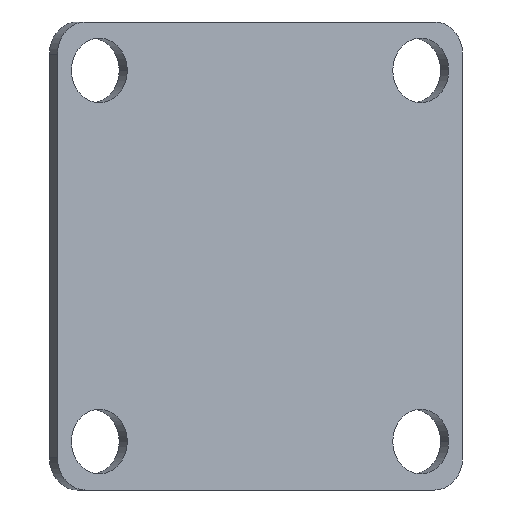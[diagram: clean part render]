
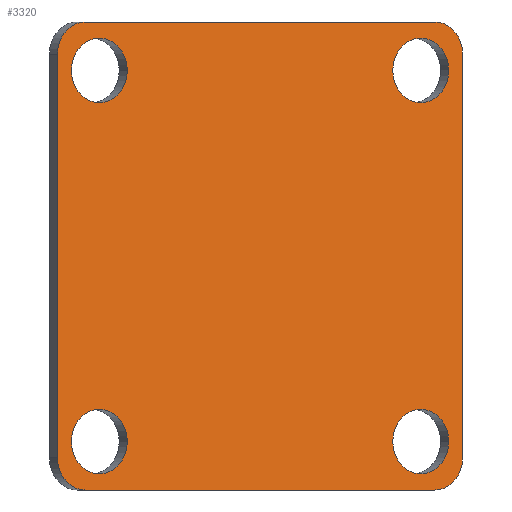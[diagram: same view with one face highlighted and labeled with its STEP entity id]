
A CAD part, front view. The second image highlights one B-rep face of the part: STEP entity #3320.
In plain terms, the highlighted planar face has unit normal (0.5, -0.866, 0).
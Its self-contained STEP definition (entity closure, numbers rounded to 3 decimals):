
#60=CARTESIAN_POINT('',(-52.825,66.496,-213.));
#70=DIRECTION('',(0.866,0.5,0.));
#80=VECTOR('',#70,1.);
#90=LINE('',#60,#80);
#100=CARTESIAN_POINT('',(-52.825,66.496,-213.));
#110=VERTEX_POINT('',#100);
#120=CARTESIAN_POINT('',(-31.175,78.996,-213.));
#130=VERTEX_POINT('',#120);
#140=EDGE_CURVE('',#110,#130,#90,.T.);
#460=CARTESIAN_POINT('',(-31.175,78.996,-215.));
#470=DIRECTION('',(0.5,-0.866,
0.));
#480=DIRECTION('',(0.866,0.5,
0.));
#490=AXIS2_PLACEMENT_3D('',#460,#470,#480);
#500=CIRCLE('',#490,2.);
#510=CARTESIAN_POINT('',(-29.443,79.996,
-215.));
#520=VERTEX_POINT('',#510);
#530=EDGE_CURVE('',#520,#130,#500,.T.);
#790=CARTESIAN_POINT('',(-29.443,79.996,-215.));
#800=DIRECTION('',(0.,0.,-1.));
#810=VECTOR('',#800,1.);
#820=LINE('',#790,#810);
#830=CARTESIAN_POINT('',(-29.443,79.996,
-240.));
#840=VERTEX_POINT('',#830);
#850=EDGE_CURVE('',#520,#840,#820,.T.);
#1100=CARTESIAN_POINT('',(-31.175,78.996,-240.));
#1110=DIRECTION('',(0.5,-0.866,
0.));
#1120=DIRECTION('',(0.,0.,-1.));
#1130=AXIS2_PLACEMENT_3D('',#1100,#1110,#1120);
#1140=CIRCLE('',#1130,2.);
#1150=CARTESIAN_POINT('',(-31.175,78.996,-242.));
#1160=VERTEX_POINT('',#1150);
#1170=EDGE_CURVE('',#1160,#840,#1140,.T.);
#1430=CARTESIAN_POINT('',(-31.175,78.996,-242.));
#1440=DIRECTION('',(-0.866,-0.5,0.));
#1450=VECTOR('',#1440,1.);
#1460=LINE('',#1430,#1450);
#1470=CARTESIAN_POINT('',(-52.825,66.496,-242.));
#1480=VERTEX_POINT('',#1470);
#1490=EDGE_CURVE('',#1160,#1480,#1460,.T.);
#1740=CARTESIAN_POINT('',(-52.825,66.496,-240.));
#1750=DIRECTION('',(0.5,-0.866,
0.));
#1760=DIRECTION('',(-0.866,-0.5,
0.));
#1770=AXIS2_PLACEMENT_3D('',#1740,#1750,#1760);
#1780=CIRCLE('',#1770,2.);
#1790=CARTESIAN_POINT('',(-54.557,65.496,
-240.));
#1800=VERTEX_POINT('',#1790);
#1810=EDGE_CURVE('',#1800,#1480,#1780,.T.);
#2070=CARTESIAN_POINT('',(-54.557,65.496,-240.));
#2080=DIRECTION('',(0.,0.,1.));
#2090=VECTOR('',#2080,1.);
#2100=LINE('',#2070,#2090);
#2110=CARTESIAN_POINT('',(-54.557,65.496,
-215.));
#2120=VERTEX_POINT('',#2110);
#2130=EDGE_CURVE('',#1800,#2120,#2100,.T.);
#2380=CARTESIAN_POINT('',(-52.825,66.496,-215.));
#2390=DIRECTION('',(0.5,-0.866,
0.));
#2400=DIRECTION('',(0.,0.,1.));
#2410=AXIS2_PLACEMENT_3D('',#2380,#2390,#2400);
#2420=CIRCLE('',#2410,2.);
#2430=EDGE_CURVE('',#110,#2120,#2420,.T.);
#2570=CARTESIAN_POINT('',(-42.,72.746,0.));
#2580=DIRECTION('',(0.5,-0.866,
0.));
#2590=DIRECTION('',(-0.866,-0.5,
0.));
#2600=AXIS2_PLACEMENT_3D('',#2570,#2580,#2590);
#2610=PLANE('',#2600);
#2620=ORIENTED_EDGE('',*,*,#530,.T.);
#2630=ORIENTED_EDGE('',*,*,#850,.F.);
#2640=ORIENTED_EDGE('',*,*,#1170,.T.);
#2650=ORIENTED_EDGE('',*,*,#1490,.F.);
#2660=ORIENTED_EDGE('',*,*,#1810,.T.);
#2670=ORIENTED_EDGE('',*,*,#2130,.F.);
#2680=ORIENTED_EDGE('',*,*,#2430,.T.);
#2690=ORIENTED_EDGE('',*,*,#140,.F.);
#2700=EDGE_LOOP('',(#2690,#2680,#2670,#2660,#2650,#2640,#2630,#2620));
#2710=FACE_OUTER_BOUND('',#2700,.T.);
#2720=CARTESIAN_POINT('',(-32.041,78.496,-239.));
#2730=DIRECTION('',(-0.5,0.866,
0.));
#2740=DIRECTION('',(0.866,0.5,0.));
#2750=AXIS2_PLACEMENT_3D('',#2720,#2730,#2740);
#2760=CIRCLE('',#2750,2.);
#2770=CARTESIAN_POINT('',(-33.773,77.496,-239.));
#2780=VERTEX_POINT('',#2770);
#2790=CARTESIAN_POINT('',(-30.309,79.496,-239.));
#2800=VERTEX_POINT('',#2790);
#2810=EDGE_CURVE('',#2780,#2800,#2760,.T.);
#2820=ORIENTED_EDGE('',*,*,#2810,.T.);
#2830=EDGE_CURVE('',#2800,#2780,#2760,.T.);
#2840=ORIENTED_EDGE('',*,*,#2830,.T.);
#2850=EDGE_LOOP('',(#2840,#2820));
#2860=FACE_BOUND('',#2850,.T.);
#2870=CARTESIAN_POINT('',(-51.959,66.996,-239.));
#2880=DIRECTION('',(-0.5,0.866,
0.));
#2890=DIRECTION('',(0.,0.,-1.));
#2900=AXIS2_PLACEMENT_3D('',#2870,#2880,#2890);
#2910=CIRCLE('',#2900,2.);
#2920=CARTESIAN_POINT('',(-51.959,66.996,-237.));
#2930=VERTEX_POINT('',#2920);
#2940=CARTESIAN_POINT('',(-51.959,66.996,-241.));
#2950=VERTEX_POINT('',#2940);
#2960=EDGE_CURVE('',#2930,#2950,#2910,.T.);
#2970=ORIENTED_EDGE('',*,*,#2960,.T.);
#2980=EDGE_CURVE('',#2950,#2930,#2910,.T.);
#2990=ORIENTED_EDGE('',*,*,#2980,.T.);
#3000=EDGE_LOOP('',(#2990,#2970));
#3010=FACE_BOUND('',#3000,.T.);
#3020=CARTESIAN_POINT('',(-32.041,78.496,-216.));
#3030=DIRECTION('',(-0.5,0.866,
0.));
#3040=DIRECTION('',(0.,0.,1.));
#3050=AXIS2_PLACEMENT_3D('',#3020,#3030,#3040);
#3060=CIRCLE('',#3050,2.);
#3070=CARTESIAN_POINT('',(-32.041,78.496,-218.));
#3080=VERTEX_POINT('',#3070);
#3090=CARTESIAN_POINT('',(-32.041,78.496,-214.));
#3100=VERTEX_POINT('',#3090);
#3110=EDGE_CURVE('',#3080,#3100,#3060,.T.);
#3120=ORIENTED_EDGE('',*,*,#3110,.T.);
#3130=EDGE_CURVE('',#3100,#3080,#3060,.T.);
#3140=ORIENTED_EDGE('',*,*,#3130,.T.);
#3150=EDGE_LOOP('',(#3140,#3120));
#3160=FACE_BOUND('',#3150,.T.);
#3170=CARTESIAN_POINT('',(-51.959,66.996,-216.));
#3180=DIRECTION('',(-0.5,0.866,
0.));
#3190=DIRECTION('',(-0.866,-0.5,0.));
#3200=AXIS2_PLACEMENT_3D('',#3170,#3180,#3190);
#3210=CIRCLE('',#3200,2.);
#3220=CARTESIAN_POINT('',(-50.227,67.996,-216.));
#3230=VERTEX_POINT('',#3220);
#3240=CARTESIAN_POINT('',(-53.691,65.996,-216.));
#3250=VERTEX_POINT('',#3240);
#3260=EDGE_CURVE('',#3230,#3250,#3210,.T.);
#3270=ORIENTED_EDGE('',*,*,#3260,.T.);
#3280=EDGE_CURVE('',#3250,#3230,#3210,.T.);
#3290=ORIENTED_EDGE('',*,*,#3280,.T.);
#3300=EDGE_LOOP('',(#3290,#3270));
#3310=FACE_BOUND('',#3300,.T.);
#3320=ADVANCED_FACE('',(#2710,#2860,#3010,#3160,#3310),#2610,.T.);
